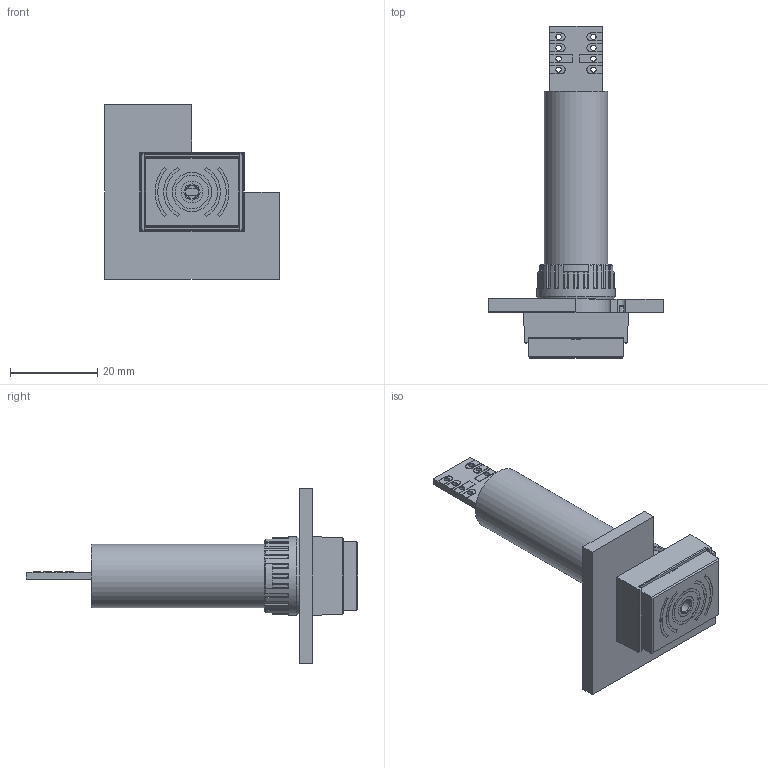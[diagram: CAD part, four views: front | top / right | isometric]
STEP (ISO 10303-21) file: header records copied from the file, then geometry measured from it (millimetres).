
FILE_DESCRIPTION( ( 'Unknown' ), '1' );
FILE_NAME( 'Alarmgeber_L_Print_00340370.stp', 'Unknown', ( 'Unknown' ), ( 'Unknown' ), 'PSStep 17.0.49', 'Unknown', ' ' );
FILE_SCHEMA( ( 'AUTOMOTIVE_DESIGN { 1 0 10303 214 1 1 1 1 }' ) );
Length unit declared in the file: millimetre
Products named in the file (24): Leiterplatte_komplett_00340355; Leiterplatte_Alarmgeber_00340356; Loetbahnen_00340357; Druckhaube_18x24_mit_Symbol_00322591; Abdeckhaube_18x24_00322568; Symbol_00322592; Gehaeuse_Alarmgeber_komplett_00340360; Gehäuse_Alarmgeber_Printanschluss_00340359; Alarmgeber_Printloetanschluss_00340364; Assem1; Frontplatte_40x40x3_D16-D2vds_00337581; Muffe_00322572
Assembly tree (23 placements, depth 5):
  Assem1
    Frontplatte_40x40x3_D16-D2vds_00337581
    Muffe_00322572
    Alarmgeber_Printloetanschluss_00340364
      Druckhaube_18x24_mit_Symbol_00322591
        Abdeckhaube_18x24_00322568
        Symbol_00322592
        Symbol_00322592
        Symbol_00322592
        Symbol_00322592
        Symbol_00322592
        Symbol_00322592
      Gehaeuse_Alarmgeber_komplett_00340360
        Gehäuse_Alarmgeber_Printanschluss_00340359
        Leiterplatte_komplett_00340355
          Leiterplatte_Alarmgeber_00340356
          Loetbahnen_00340357
          Loetbahnen_00340357
          Loetbahnen_00340357
          Loetbahnen_00340357
          Loetbahnen_00340357
          Loetbahnen_00340357
          Loetbahnen_00340357
          Loetbahnen_00340357
Bounding box: 40 x 76.1 x 40 mm (x, y, z)
Volume: 9409.9 mm3; surface area: 12532.6 mm2
Topology: 19 solids, 19 shells, 398 faces, 1019 edges, 674 vertices
Faces by surface type: plane 298, cylinder 70, cone 29, torus 1
Full cylindrical faces by diameter (mm): 1.2 x16, 2.8 x1, 3.7 x2, 5 x2, 7.7 x2, 9 x2, 12.5 x1, 14.6 x1, 14.9 x1, 15.4 x1, 16 x1, 16.05 x1, 17.9 x1
Entity records: 15515 total; most frequent: CARTESIAN_POINT 2223, DIRECTION 2017, ORIENTED_EDGE 1946, EDGE_CURVE 973, LINE 693, VECTOR 693, VERTEX_POINT 668, AXIS2_PLACEMENT_3D 662
